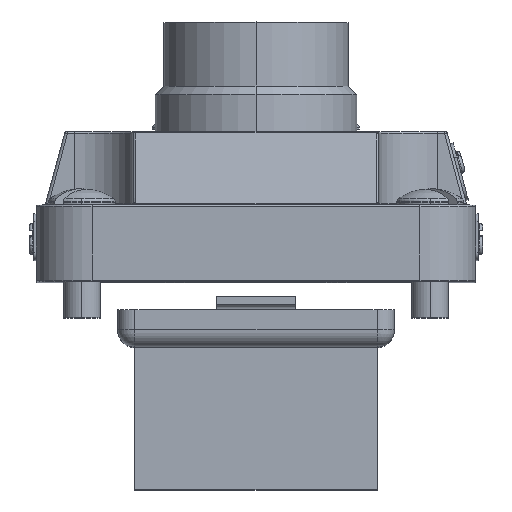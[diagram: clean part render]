
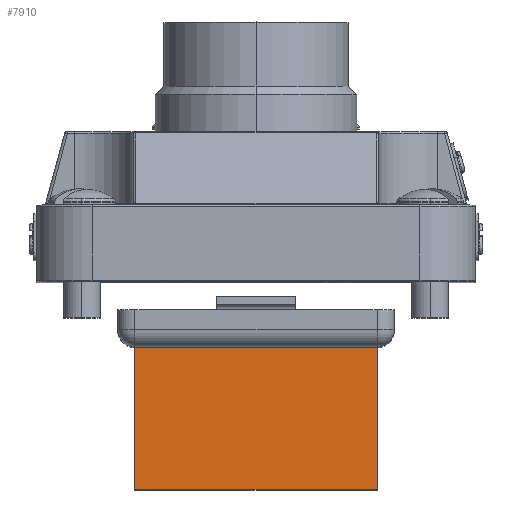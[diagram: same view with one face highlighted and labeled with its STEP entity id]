
A CAD part, top view. The second image highlights one B-rep face of the part: STEP entity #7910.
In plain terms, the highlighted planar face has unit normal (0, 0, 1).
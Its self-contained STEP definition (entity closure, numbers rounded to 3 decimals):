
#2670 = DIRECTION ( 'NONE',  ( 0., 0., -1. ) ) ;
#2713 = FACE_OUTER_BOUND ( 'NONE', #16116, .T. ) ;
#3142 = LINE ( 'NONE', #5909, #15946 ) ;
#3292 = CARTESIAN_POINT ( 'NONE',  ( -21., -11.295, 31.25 ) ) ;
#3463 = VERTEX_POINT ( 'NONE', #3542 ) ;
#3542 = CARTESIAN_POINT ( 'NONE',  ( 21., -11.295, 31.25 ) ) ;
#4206 = EDGE_CURVE ( 'NONE', #3463, #10153, #18877, .T. ) ;
#4226 = EDGE_CURVE ( 'NONE', #10153, #12464, #12271, .T. ) ;
#4266 = PLANE ( 'NONE',  #18076 ) ;
#5909 = CARTESIAN_POINT ( 'NONE',  ( 21., -11.295, 31.25 ) ) ;
#6758 = CARTESIAN_POINT ( 'NONE',  ( 21., -35.975, 31.25 ) ) ;
#6986 = CARTESIAN_POINT ( 'NONE',  ( 21., -35.975, 31.25 ) ) ;
#7147 = DIRECTION ( 'NONE',  ( -1., 0., 0. ) ) ;
#7601 = VECTOR ( 'NONE', #7147, 1000. ) ;
#7676 = DIRECTION ( 'NONE',  ( -1., 0., 0. ) ) ;
#7910 = ADVANCED_FACE ( 'NONE', ( #2713 ), #4266, .F. ) ;
#8096 = VECTOR ( 'NONE', #16892, 1000. ) ;
#9196 = CARTESIAN_POINT ( 'NONE',  ( 21., -35.975, 31.25 ) ) ;
#9508 = DIRECTION ( 'NONE',  ( 0., -1., 0. ) ) ;
#9811 = VECTOR ( 'NONE', #9508, 1000. ) ;
#10153 = VERTEX_POINT ( 'NONE', #6758 ) ;
#10673 = EDGE_CURVE ( 'NONE', #14602, #12464, #17248, .T. ) ;
#10805 = ORIENTED_EDGE ( 'NONE', *, *, #16860, .T. ) ;
#12230 = CARTESIAN_POINT ( 'NONE',  ( -21., -35.975, 31.25 ) ) ;
#12271 = LINE ( 'NONE', #6986, #7601 ) ;
#12464 = VERTEX_POINT ( 'NONE', #12230 ) ;
#13165 = CARTESIAN_POINT ( 'NONE',  ( 21., -35.975, 31.25 ) ) ;
#13709 = ORIENTED_EDGE ( 'NONE', *, *, #4226, .F. ) ;
#14602 = VERTEX_POINT ( 'NONE', #3292 ) ;
#14907 = DIRECTION ( 'NONE',  ( 0., 1., 0. ) ) ;
#15946 = VECTOR ( 'NONE', #7676, 1000. ) ;
#16116 = EDGE_LOOP ( 'NONE', ( #18282, #13709, #22244, #10805 ) ) ;
#16860 = EDGE_CURVE ( 'NONE', #3463, #14602, #3142, .T. ) ;
#16892 = DIRECTION ( 'NONE',  ( 0., -1., 0. ) ) ;
#17248 = LINE ( 'NONE', #21872, #8096 ) ;
#18076 = AXIS2_PLACEMENT_3D ( 'NONE', #13165, #2670, #14907 ) ;
#18282 = ORIENTED_EDGE ( 'NONE', *, *, #10673, .T. ) ;
#18877 = LINE ( 'NONE', #9196, #9811 ) ;
#21872 = CARTESIAN_POINT ( 'NONE',  ( -21., -35.975, 31.25 ) ) ;
#22244 = ORIENTED_EDGE ( 'NONE', *, *, #4206, .F. ) ;
